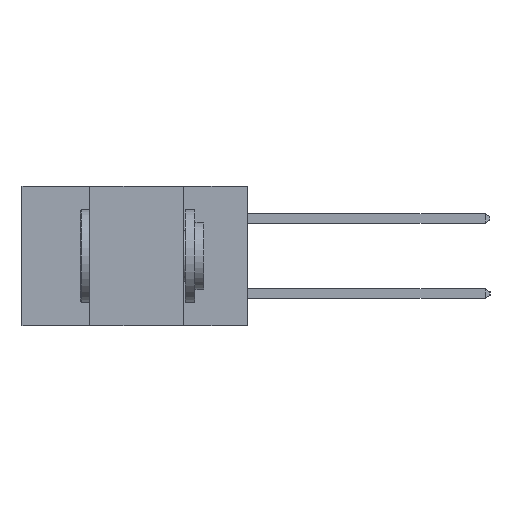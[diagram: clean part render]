
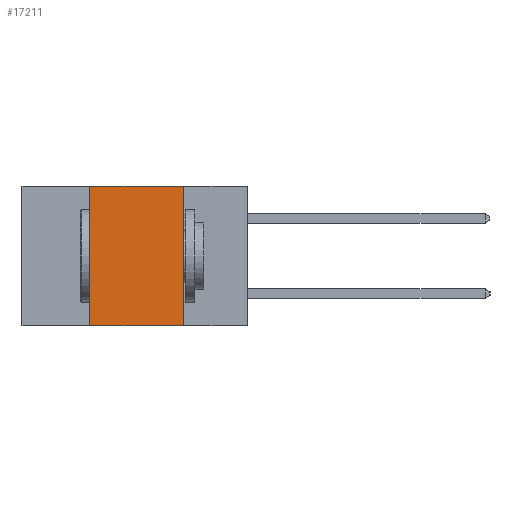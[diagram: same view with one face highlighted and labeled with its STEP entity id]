
A CAD part, left-side view. The second image highlights one B-rep face of the part: STEP entity #17211.
In plain terms, the highlighted planar face has unit normal (-1, 0, 0).
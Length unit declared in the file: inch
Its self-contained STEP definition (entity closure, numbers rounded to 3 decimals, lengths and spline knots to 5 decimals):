
#159 = DIRECTION ( 'NONE',  ( 0., -1., 0. ) ) ;
#257 = DIRECTION ( 'NONE',  ( 0., 0., 1. ) ) ;
#884 = VECTOR ( 'NONE', #159, 39.37008 ) ;
#1418 = LINE ( 'NONE', #22366, #11092 ) ;
#3220 = EDGE_CURVE ( 'NONE', #22839, #3447, #18563, .T. ) ;
#3374 = EDGE_LOOP ( 'NONE', ( #23960, #11760, #7218, #14773 ) ) ;
#3447 = VERTEX_POINT ( 'NONE', #23623 ) ;
#3934 = VERTEX_POINT ( 'NONE', #14616 ) ;
#4762 = DIRECTION ( 'NONE',  ( 0., 0., -1. ) ) ;
#5203 = DIRECTION ( 'NONE',  ( 0., 0., -1. ) ) ;
#5232 = CARTESIAN_POINT ( 'NONE',  ( 0., 0.17, 0. ) ) ;
#7023 = VECTOR ( 'NONE', #14164, 39.37008 ) ;
#7218 = ORIENTED_EDGE ( 'NONE', *, *, #3220, .F. ) ;
#8346 = CARTESIAN_POINT ( 'NONE',  ( 0., 0.6, -0.37 ) ) ;
#8356 = VECTOR ( 'NONE', #257, 39.37008 ) ;
#9455 = VERTEX_POINT ( 'NONE', #5232 ) ;
#11092 = VECTOR ( 'NONE', #5203, 39.37008 ) ;
#11638 = CARTESIAN_POINT ( 'NONE',  ( 0., 0.6, 0. ) ) ;
#11760 = ORIENTED_EDGE ( 'NONE', *, *, #16929, .F. ) ;
#12170 = LINE ( 'NONE', #8346, #7023 ) ;
#12821 = AXIS2_PLACEMENT_3D ( 'NONE', #14398, #16305, #4762 ) ;
#14164 = DIRECTION ( 'NONE',  ( 0., -1., 0. ) ) ;
#14398 = CARTESIAN_POINT ( 'NONE',  ( 0., 0.6, 0. ) ) ;
#14616 = CARTESIAN_POINT ( 'NONE',  ( 0., 0.17, -0.37 ) ) ;
#14753 = FACE_OUTER_BOUND ( 'NONE', #3374, .T. ) ;
#14773 = ORIENTED_EDGE ( 'NONE', *, *, #22773, .T. ) ;
#16305 = DIRECTION ( 'NONE',  ( 1., 0., 0. ) ) ;
#16929 = EDGE_CURVE ( 'NONE', #3447, #9455, #21281, .T. ) ;
#17211 = ADVANCED_FACE ( 'NONE', ( #14753 ), #18141, .F. ) ;
#18141 = PLANE ( 'NONE',  #12821 ) ;
#18151 = CARTESIAN_POINT ( 'NONE',  ( 0., 0.42, -0.37 ) ) ;
#18563 = LINE ( 'NONE', #23863, #8356 ) ;
#18743 = EDGE_CURVE ( 'NONE', #9455, #3934, #1418, .T. ) ;
#21281 = LINE ( 'NONE', #11638, #884 ) ;
#22366 = CARTESIAN_POINT ( 'NONE',  ( 0., 0.17, -0.37 ) ) ;
#22773 = EDGE_CURVE ( 'NONE', #22839, #3934, #12170, .T. ) ;
#22839 = VERTEX_POINT ( 'NONE', #18151 ) ;
#23623 = CARTESIAN_POINT ( 'NONE',  ( 0., 0.42, 0. ) ) ;
#23863 = CARTESIAN_POINT ( 'NONE',  ( 0., 0.42, -0.37 ) ) ;
#23960 = ORIENTED_EDGE ( 'NONE', *, *, #18743, .F. ) ;
